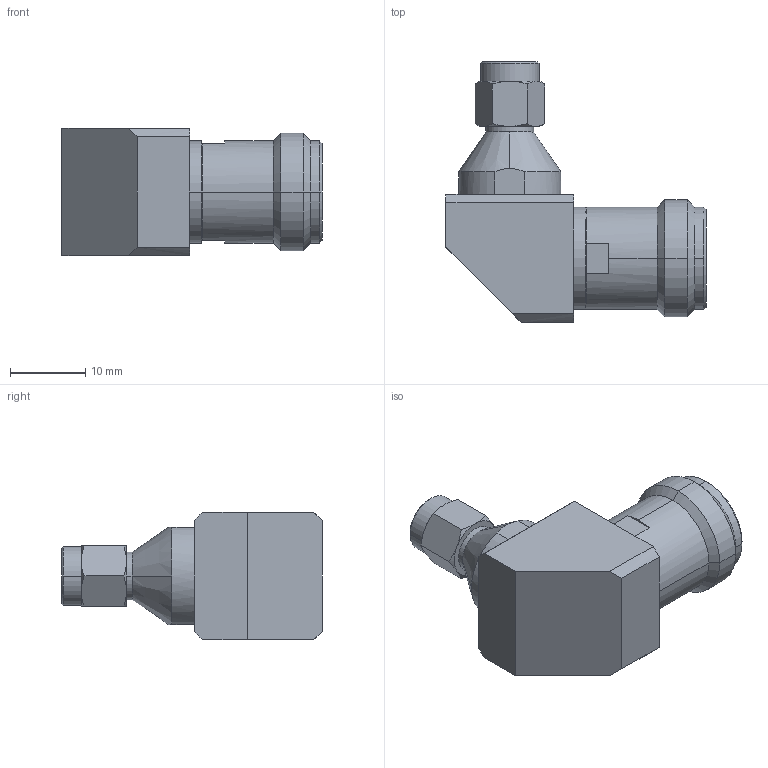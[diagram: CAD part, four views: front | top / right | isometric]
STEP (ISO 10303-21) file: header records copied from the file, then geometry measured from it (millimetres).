
FILE_DESCRIPTION (( 'STEP AP214' ), '1' );
FILE_NAME ('FMAD1567_3D.STEP', '2022-08-03T22:15:46', ( '' ), ( '' ), 'SwSTEP 2.0', 'SolidWorks 2021', '' );
FILE_SCHEMA (( 'AUTOMOTIVE_DESIGN' ));
Length unit declared in the file: millimetre
Products named in the file (4): FMAD1567_3D; Copy of ALS-N3N8-18-4^FMAD1567; Copy of ALS-A3N3-18-4--A3^FMAD1567; Copy of ALS-N3N8-18-3-RIGHT^FMAD1567
Assembly tree (3 placements, depth 2):
  FMAD1567_3D
    Copy of ALS-N3N8-18-3-RIGHT^FMAD1567
    Copy of ALS-A3N3-18-4--A3^FMAD1567
    Copy of ALS-N3N8-18-4^FMAD1567
Bounding box: 34.6 x 34.65 x 17 mm (x, y, z)
Volume: 8212.4 mm3; surface area: 4091.5 mm2
Topology: 3 solids, 3 shells, 142 faces, 317 edges, 193 vertices
Faces by surface type: cylinder 60, cone 47, plane 35
Entity records: 4136 total; most frequent: CARTESIAN_POINT 759, DIRECTION 744, ORIENTED_EDGE 634, EDGE_CURVE 317, AXIS2_PLACEMENT_3D 308, VERTEX_POINT 193, CIRCLE 160, EDGE_LOOP 154
